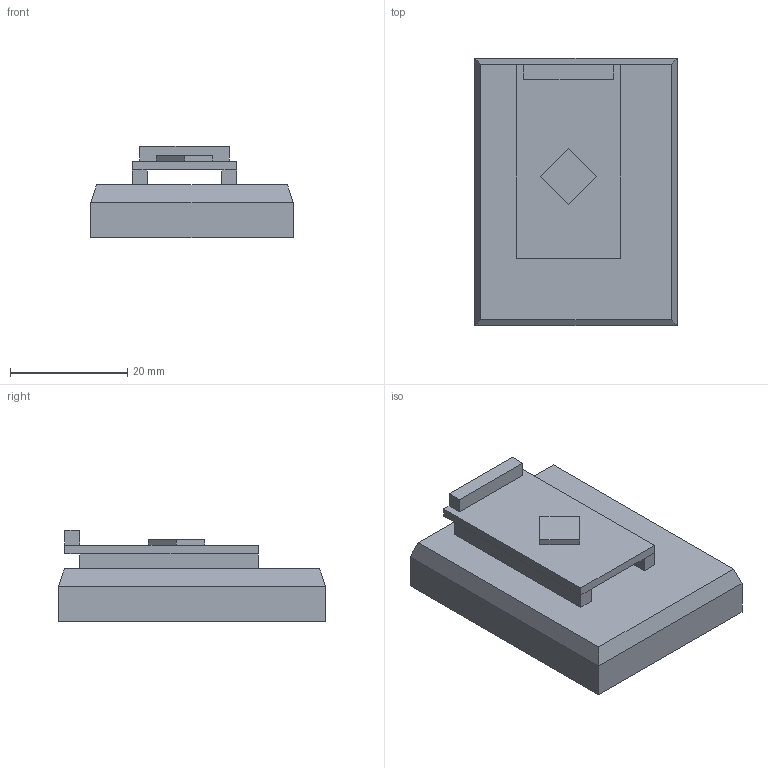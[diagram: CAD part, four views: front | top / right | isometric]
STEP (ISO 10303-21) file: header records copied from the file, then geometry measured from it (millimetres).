
FILE_DESCRIPTION(('FreeCAD Model'),'2;1');
FILE_NAME('Board_ArduinoMiniPro.step', '2014-10-21T21:55:14',('FreeCAD'),('FreeCAD'), 'Open CASCADE STEP processor 6.5','FreeCAD','Unknown');
FILE_SCHEMA(('AUTOMOTIVE_DESIGN_CC2 { 1 2 10303 214 -1 1 5 4 }'));
Length unit declared in the file: millimetre
Products named in the file (1): Board_ArduinoProMini
Bounding box: 34.5 x 45.5 x 15.58 mm (x, y, z)
Volume: 15310.2 mm3; surface area: 5906.7 mm2
Topology: 1 solids, 1 shells, 34 faces, 81 edges, 50 vertices
Faces by surface type: plane 34
Entity records: 2258 total; most frequent: CARTESIAN_POINT 328, DIRECTION 313, LINE 243, VECTOR 243, ORIENTED_EDGE 162, PCURVE 162, DEFINITIONAL_REPRESENTATION 162, EDGE_CURVE 81
